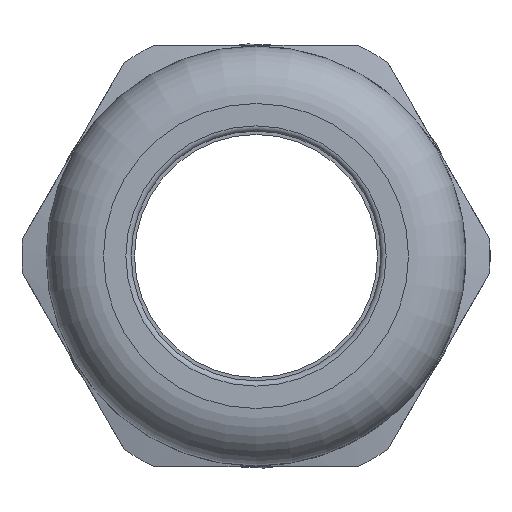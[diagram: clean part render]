
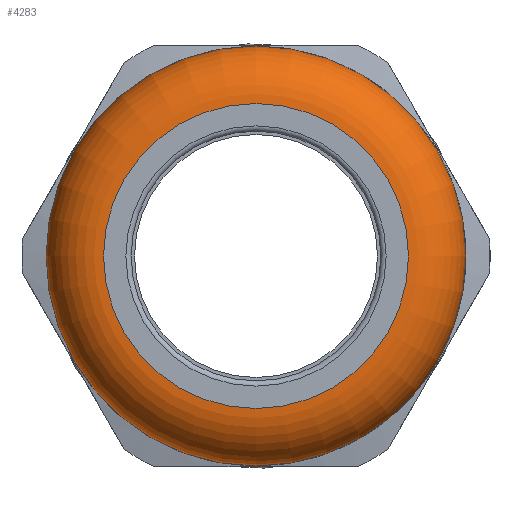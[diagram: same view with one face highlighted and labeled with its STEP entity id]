
A CAD part, left-side view. The second image highlights one B-rep face of the part: STEP entity #4283.
In plain terms, the highlighted toroidal (fillet/blend) face has major radius 8.68 mm and minor radius 3.27 mm.
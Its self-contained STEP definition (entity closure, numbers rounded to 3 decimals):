
#959=FACE_BOUND('',#1298,.T.);
#1027=FACE_OUTER_BOUND('',#1297,.T.);
#1297=EDGE_LOOP('',(#3050));
#1298=EDGE_LOOP('',(#3051));
#1574=CIRCLE('',#4593,8.68);
#1590=CIRCLE('',#4629,11.95);
#1846=VERTEX_POINT('',#6496);
#1882=VERTEX_POINT('',#8060);
#2288=EDGE_CURVE('',#1846,#1846,#1574,.T.);
#2341=EDGE_CURVE('',#1882,#1882,#1590,.T.);
#3050=ORIENTED_EDGE('',*,*,#2341,.F.);
#3051=ORIENTED_EDGE('',*,*,#2288,.T.);
#4229=TOROIDAL_SURFACE('',#4628,8.68,3.27);
#4283=ADVANCED_FACE('',(#1027,#959),#4229,.T.);
#4593=AXIS2_PLACEMENT_3D('',#6497,#5147,#5148);
#4628=AXIS2_PLACEMENT_3D('',#8059,#5232,#5233);
#4629=AXIS2_PLACEMENT_3D('',#8061,#5234,#5235);
#5147=DIRECTION('center_axis',(1.,0.,0.));
#5148=DIRECTION('ref_axis',(0.,0.,-1.));
#5232=DIRECTION('center_axis',(1.,0.,0.));
#5233=DIRECTION('ref_axis',(0.,0.,-1.));
#5234=DIRECTION('center_axis',(1.,0.,0.));
#5235=DIRECTION('ref_axis',(0.,0.,-1.));
#6496=CARTESIAN_POINT('',(-17.23,8.68,0.));
#6497=CARTESIAN_POINT('Origin',(-17.23,0.,0.));
#8059=CARTESIAN_POINT('Origin',(-13.96,0.,0.));
#8060=CARTESIAN_POINT('',(-13.96,11.95,0.));
#8061=CARTESIAN_POINT('Origin',(-13.96,0.,0.));
